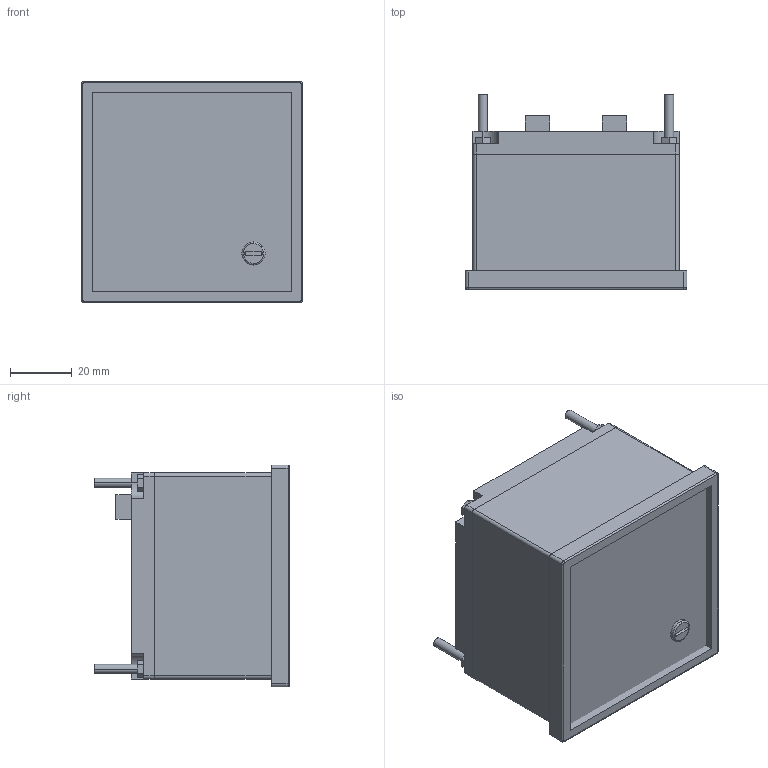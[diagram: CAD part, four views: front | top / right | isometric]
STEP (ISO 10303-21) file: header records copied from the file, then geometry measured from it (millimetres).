
FILE_DESCRIPTION(/* description */ (''),/* implementation_level */ '2;1');
FILE_NAME(/* name */ 'F72',/* time_stamp */ '2017-02-27T15:47:03+01:00',/* author */ (''),/* organization */ (''),/* preprocessor_version */ 'ST-DEVELOPER v15',/* originating_system */ '',/* authorisation */ '');
FILE_SCHEMA (('AUTOMOTIVE_DESIGN'));
Length unit declared in the file: millimetre
Products named in the file (1): Document
Bounding box: 72 x 63.5 x 72 mm (x, y, z)
Volume: 227594.5 mm3; surface area: 38888.8 mm2
Topology: 10 solids, 10 shells, 142 faces, 326 edges, 214 vertices
Faces by surface type: plane 94, bspline 48
Entity records: 3820 total; most frequent: CARTESIAN_POINT 1630, ORIENTED_EDGE 652, EDGE_CURVE 326, B_SPLINE_CURVE_WITH_KNOTS 214, VERTEX_POINT 214, EDGE_LOOP 154, ADVANCED_FACE 142, FACE_OUTER_BOUND 142
